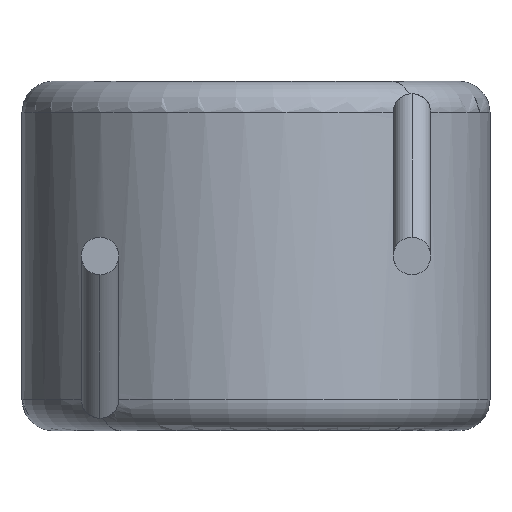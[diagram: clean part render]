
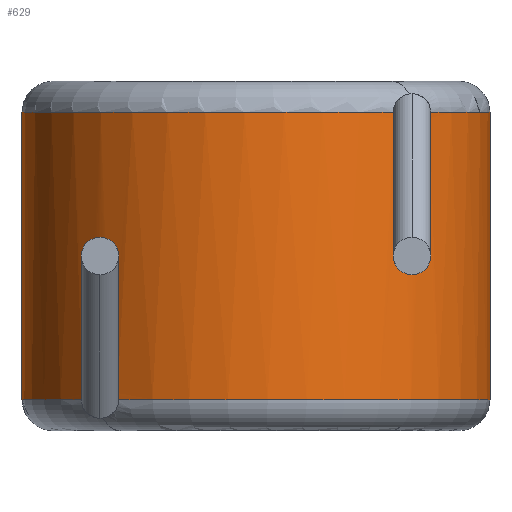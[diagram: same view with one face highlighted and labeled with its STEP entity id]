
A CAD part, front view. The second image highlights one B-rep face of the part: STEP entity #629.
In plain terms, the highlighted cylindrical face has radius 3.75 mm (diameter 7.5 mm), a partial arc.
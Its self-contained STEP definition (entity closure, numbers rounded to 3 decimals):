
#45=DIRECTION('',(0.,0.,1.));
#46=VECTOR('',#45,4.6);
#47=CARTESIAN_POINT('',(3.75,0.,-2.3));
#48=LINE('',#47,#46);
#78=CARTESIAN_POINT('',(0.,0.,2.3));
#79=DIRECTION('',(0.,0.,1.));
#80=DIRECTION('',(0.747,-0.665,0.));
#81=AXIS2_PLACEMENT_3D('',#78,#79,#80);
#83=CARTESIAN_POINT('',(0.,0.,-2.3));
#84=DIRECTION('',(0.,0.,-1.));
#85=DIRECTION('',(1.,0.,0.));
#86=AXIS2_PLACEMENT_3D('',#83,#84,#85);
#88=CARTESIAN_POINT('',(-2.2,-3.037,-2.3));
#89=CARTESIAN_POINT('',(-2.2,-3.037,-2.284));
#90=CARTESIAN_POINT('',(-2.202,-3.035,-2.253));
#91=CARTESIAN_POINT('',(-2.214,-3.027,-2.206));
#92=CARTESIAN_POINT('',(-2.232,-3.013,-2.162));
#93=CARTESIAN_POINT('',(-2.259,-2.994,-2.12));
#94=CARTESIAN_POINT('',(-2.293,-2.968,-2.081));
#95=CARTESIAN_POINT('',(-2.335,-2.935,-2.048));
#96=CARTESIAN_POINT('',(-2.384,-2.895,-2.021));
#97=CARTESIAN_POINT('',(-2.44,-2.848,-2.004));
#98=CARTESIAN_POINT('',(-2.48,-2.813,-2.));
#99=CARTESIAN_POINT('',(-2.5,-2.795,-2.));
#101=CARTESIAN_POINT('',(-2.5,-2.795,-2.));
#102=CARTESIAN_POINT('',(-2.52,-2.777,-2.));
#103=CARTESIAN_POINT('',(-2.56,-2.741,
-2.004));
#104=CARTESIAN_POINT('',(-2.618,-2.685,
-2.022));
#105=CARTESIAN_POINT('',(-2.671,-2.632,
-2.051));
#106=CARTESIAN_POINT('',(-2.715,-2.587,
-2.088));
#107=CARTESIAN_POINT('',(-2.748,-2.552,
-2.128));
#108=CARTESIAN_POINT('',(-2.772,-2.526,
-2.17));
#109=CARTESIAN_POINT('',(-2.788,-2.508,
-2.213));
#110=CARTESIAN_POINT('',(-2.798,-2.497,
-2.257));
#111=CARTESIAN_POINT('',(-2.8,-2.494,
-2.286));
#112=CARTESIAN_POINT('',(-2.8,-2.494,-2.3));
#114=CARTESIAN_POINT('',(0.,0.,-2.3));
#115=DIRECTION('',(0.,0.,-1.));
#116=DIRECTION('',(-0.747,-0.665,0.));
#117=AXIS2_PLACEMENT_3D('',#114,#115,#116);
#119=DIRECTION('',(0.,0.,1.));
#120=VECTOR('',#119,4.6);
#121=CARTESIAN_POINT('',(-3.75,0.,-2.3));
#122=LINE('',#121,#120);
#123=CARTESIAN_POINT('',(0.,0.,2.3));
#124=DIRECTION('',(0.,0.,1.));
#125=DIRECTION('',(-1.,0.,0.));
#126=AXIS2_PLACEMENT_3D('',#123,#124,#125);
#128=CARTESIAN_POINT('',(2.2,-3.037,2.3));
#129=CARTESIAN_POINT('',(2.2,-3.037,2.284));
#130=CARTESIAN_POINT('',(2.202,-3.035,2.253));
#131=CARTESIAN_POINT('',(2.214,-3.027,2.206));
#132=CARTESIAN_POINT('',(2.232,-3.013,2.162));
#133=CARTESIAN_POINT('',(2.259,-2.994,2.12));
#134=CARTESIAN_POINT('',(2.293,-2.968,2.081));
#135=CARTESIAN_POINT('',(2.335,-2.935,2.048));
#136=CARTESIAN_POINT('',(2.384,-2.895,2.021));
#137=CARTESIAN_POINT('',(2.44,-2.848,2.004));
#138=CARTESIAN_POINT('',(2.48,-2.813,2.));
#139=CARTESIAN_POINT('',(2.5,-2.795,2.));
#141=CARTESIAN_POINT('',(2.5,-2.795,2.));
#142=CARTESIAN_POINT('',(2.52,-2.777,2.));
#143=CARTESIAN_POINT('',(2.56,-2.741,2.004));
#144=CARTESIAN_POINT('',(2.618,-2.685,2.022));
#145=CARTESIAN_POINT('',(2.671,-2.632,2.051));
#146=CARTESIAN_POINT('',(2.715,-2.587,2.088));
#147=CARTESIAN_POINT('',(2.748,-2.552,2.128));
#148=CARTESIAN_POINT('',(2.772,-2.526,2.17));
#149=CARTESIAN_POINT('',(2.788,-2.508,2.213));
#150=CARTESIAN_POINT('',(2.798,-2.497,2.257));
#151=CARTESIAN_POINT('',(2.8,-2.494,2.286));
#152=CARTESIAN_POINT('',(2.8,-2.494,2.3));
#489=CARTESIAN_POINT('',(-2.5,-2.795,-2.));
#490=VERTEX_POINT('',#489);
#507=CARTESIAN_POINT('',(2.5,-2.795,2.));
#508=VERTEX_POINT('',#507);
#513=CARTESIAN_POINT('',(2.8,-2.494,2.3));
#514=CARTESIAN_POINT('',(3.75,0.,2.3));
#515=VERTEX_POINT('',#513);
#516=VERTEX_POINT('',#514);
#517=CARTESIAN_POINT('',(-3.75,0.,2.3));
#518=CARTESIAN_POINT('',(2.2,-3.037,2.3));
#519=VERTEX_POINT('',#517);
#520=VERTEX_POINT('',#518);
#525=CARTESIAN_POINT('',(-2.8,-2.494,-2.3));
#526=CARTESIAN_POINT('',(-3.75,0.,-2.3));
#527=VERTEX_POINT('',#525);
#528=VERTEX_POINT('',#526);
#529=CARTESIAN_POINT('',(3.75,0.,-2.3));
#530=CARTESIAN_POINT('',(-2.2,-3.037,-2.3));
#531=VERTEX_POINT('',#529);
#532=VERTEX_POINT('',#530);
#606=CARTESIAN_POINT('',(0.,0.,-2.8));
#607=DIRECTION('',(0.,0.,1.));
#608=DIRECTION('',(1.,0.,0.));
#609=AXIS2_PLACEMENT_3D('',#606,#607,#608);
#610=CYLINDRICAL_SURFACE('',#609,3.75);
#611=ORIENTED_EDGE('',*,*,#591,.T.);
#612=ORIENTED_EDGE('',*,*,#580,.F.);
#614=ORIENTED_EDGE('',*,*,#613,.T.);
#616=ORIENTED_EDGE('',*,*,#615,.T.);
#618=ORIENTED_EDGE('',*,*,#617,.T.);
#619=ORIENTED_EDGE('',*,*,#556,.T.);
#620=ORIENTED_EDGE('',*,*,#577,.T.);
#622=ORIENTED_EDGE('',*,*,#621,.T.);
#624=ORIENTED_EDGE('',*,*,#623,.T.);
#626=ORIENTED_EDGE('',*,*,#625,.T.);
#627=EDGE_LOOP('',(#611,#612,#614,#616,#618,#619,#620,#622,#624,#626));
#628=FACE_OUTER_BOUND('',#627,.F.);
#82=CIRCLE('',#81,3.75);
#87=CIRCLE('',#86,3.75);
#100=B_SPLINE_CURVE_WITH_KNOTS('',3,(#88,#89,#90,#91,#92,#93,#94,#95,#96,#97,
#98,#99),.UNSPECIFIED.,.F.,.F.,(4,1,1,1,1,1,1,1,1,4),(0.,0.111,
0.222,0.333,0.444,0.556,
0.667,0.778,0.889,1.),.UNSPECIFIED.);
#113=B_SPLINE_CURVE_WITH_KNOTS('',3,(#101,#102,#103,#104,#105,#106,#107,#108,
#109,#110,#111,#112),.UNSPECIFIED.,.F.,.F.,(4,1,1,1,1,1,1,1,1,4),(0.,
0.111,0.222,0.333,0.444,
0.556,0.667,0.778,0.889,1.),
.UNSPECIFIED.);
#118=CIRCLE('',#117,3.75);
#127=CIRCLE('',#126,3.75);
#140=B_SPLINE_CURVE_WITH_KNOTS('',3,(#128,#129,#130,#131,#132,#133,#134,#135,
#136,#137,#138,#139),.UNSPECIFIED.,.F.,.F.,(4,1,1,1,1,1,1,1,1,4),(0.,
0.111,0.222,0.333,0.444,
0.556,0.667,0.778,0.889,1.),
.UNSPECIFIED.);
#153=B_SPLINE_CURVE_WITH_KNOTS('',3,(#141,#142,#143,#144,#145,#146,#147,#148,
#149,#150,#151,#152),.UNSPECIFIED.,.F.,.F.,(4,1,1,1,1,1,1,1,1,4),(0.,
0.111,0.222,0.333,0.444,
0.556,0.667,0.778,0.889,1.),
.UNSPECIFIED.);
#556=EDGE_CURVE('',#527,#528,#118,.T.);
#577=EDGE_CURVE('',#528,#519,#122,.T.);
#580=EDGE_CURVE('',#531,#516,#48,.T.);
#591=EDGE_CURVE('',#515,#516,#82,.T.);
#613=EDGE_CURVE('',#531,#532,#87,.T.);
#615=EDGE_CURVE('',#532,#490,#100,.T.);
#617=EDGE_CURVE('',#490,#527,#113,.T.);
#621=EDGE_CURVE('',#519,#520,#127,.T.);
#623=EDGE_CURVE('',#520,#508,#140,.T.);
#625=EDGE_CURVE('',#508,#515,#153,.T.);
#629=ADVANCED_FACE('',(#628),#610,.T.);
